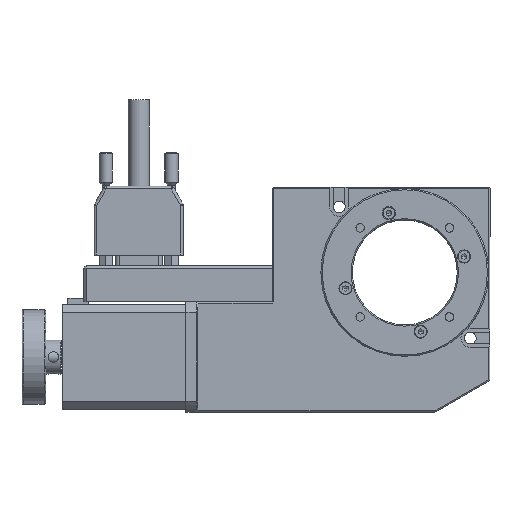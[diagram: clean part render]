
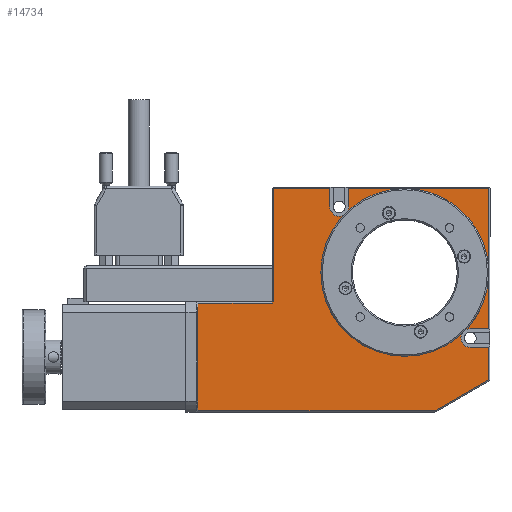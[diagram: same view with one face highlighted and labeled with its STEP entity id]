
A CAD part, top view. The second image highlights one B-rep face of the part: STEP entity #14734.
In plain terms, the highlighted planar face has unit normal (0, 0, 1).
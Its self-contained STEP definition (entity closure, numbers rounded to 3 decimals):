
#10573=CARTESIAN_POINT('',(145.277,79.501,29.));
#10574=VERTEX_POINT('',#10573);
#10581=CARTESIAN_POINT('',(142.737,80.732,29.));
#10582=VERTEX_POINT('',#10581);
#10583=CARTESIAN_POINT('',(143.634,79.347,29.));
#10584=DIRECTION('',(0.,0.,-1.));
#10585=DIRECTION('',(-1.,0.,0.));
#10586=AXIS2_PLACEMENT_3D('',#10583,#10584,#10585);
#10587=CIRCLE('',#10586,1.65);
#10588=EDGE_CURVE('',#10582,#10574,#10587,.T.);
#14579=CARTESIAN_POINT('',(120.291,43.237,29.));
#14580=DIRECTION('',(0.0,0.0,-1.0));
#14581=DIRECTION('',(0.0,1.0,0.0));
#14582=AXIS2_PLACEMENT_3D('',#14579,#14580,#14581);
#14583=PLANE('',#14582);
#14584=CARTESIAN_POINT('',(80.5,84.25,29.));
#14585=VERTEX_POINT('',#14584);
#14586=CARTESIAN_POINT('',(80.5,41.05,29.));
#14587=VERTEX_POINT('',#14586);
#14588=CARTESIAN_POINT('',(80.5,84.25,29.));
#14589=DIRECTION('',(0.0,-1.0,0.0));
#14590=VECTOR('',#14589,43.2);
#14591=LINE('',#14588,#14590);
#14592=EDGE_CURVE('',#14585,#14587,#14591,.T.);
#14593=ORIENTED_EDGE('',*,*,#14592,.T.);
#14594=CARTESIAN_POINT('',(80.,41.05,29.));
#14595=VERTEX_POINT('',#14594);
#14596=CARTESIAN_POINT('',(80.5,41.05,29.));
#14597=DIRECTION('',(-1.0,0.0,0.0));
#14598=VECTOR('',#14597,0.5);
#14599=LINE('',#14596,#14598);
#14600=EDGE_CURVE('',#14587,#14595,#14599,.T.);
#14601=ORIENTED_EDGE('',*,*,#14600,.T.);
#14602=CARTESIAN_POINT('',(80.,40.5,29.));
#14603=VERTEX_POINT('',#14602);
#14604=CARTESIAN_POINT('',(80.,40.5,29.));
#14605=DIRECTION('',(0.,1.0,0.));
#14606=VECTOR('',#14605,0.55);
#14607=LINE('',#14604,#14606);
#14608=EDGE_CURVE('',#14603,#14595,#14607,.T.);
#14609=ORIENTED_EDGE('',*,*,#14608,.F.);
#14610=CARTESIAN_POINT('',(51.5,40.5,29.));
#14611=VERTEX_POINT('',#14610);
#14612=CARTESIAN_POINT('',(51.5,40.5,29.));
#14613=DIRECTION('',(1.0,0.0,0.0));
#14614=VECTOR('',#14613,28.5);
#14615=LINE('',#14612,#14614);
#14616=EDGE_CURVE('',#14611,#14603,#14615,.T.);
#14617=ORIENTED_EDGE('',*,*,#14616,.F.);
#14618=CARTESIAN_POINT('',(51.5,-0.5,29.));
#14619=VERTEX_POINT('',#14618);
#14620=CARTESIAN_POINT('',(51.5,-0.5,29.));
#14621=DIRECTION('',(0.0,1.0,0.0));
#14622=VECTOR('',#14621,41.0);
#14623=LINE('',#14620,#14622);
#14624=EDGE_CURVE('',#14619,#14611,#14623,.T.);
#14625=ORIENTED_EDGE('',*,*,#14624,.F.);
#14626=CARTESIAN_POINT('',(142.166,-0.5,29.));
#14627=VERTEX_POINT('',#14626);
#14628=CARTESIAN_POINT('',(142.166,-0.5,29.));
#14629=DIRECTION('',(-1.0,0.,0.));
#14630=VECTOR('',#14629,90.666);
#14631=LINE('',#14628,#14630);
#14632=EDGE_CURVE('',#14627,#14619,#14631,.T.);
#14633=ORIENTED_EDGE('',*,*,#14632,.F.);
#14634=CARTESIAN_POINT('',(162.5,11.288,29.));
#14635=VERTEX_POINT('',#14634);
#14636=CARTESIAN_POINT('',(162.5,11.288,29.));
#14637=DIRECTION('',(-0.865,-0.502,0.));
#14638=VECTOR('',#14637,23.504);
#14639=LINE('',#14636,#14638);
#14640=EDGE_CURVE('',#14635,#14627,#14639,.T.);
#14641=ORIENTED_EDGE('',*,*,#14640,.F.);
#14642=CARTESIAN_POINT('',(162.5,23.65,29.));
#14643=VERTEX_POINT('',#14642);
#14644=CARTESIAN_POINT('',(162.5,23.65,29.));
#14645=DIRECTION('',(0.0,-1.0,0.0));
#14646=VECTOR('',#14645,12.362);
#14647=LINE('',#14644,#14646);
#14648=EDGE_CURVE('',#14643,#14635,#14647,.T.);
#14649=ORIENTED_EDGE('',*,*,#14648,.F.);
#14650=CARTESIAN_POINT('',(155.5,23.65,29.));
#14651=VERTEX_POINT('',#14650);
#14652=CARTESIAN_POINT('',(162.5,23.65,29.));
#14653=DIRECTION('',(-1.0,0.0,0.0));
#14654=VECTOR('',#14653,7.);
#14655=LINE('',#14652,#14654);
#14656=EDGE_CURVE('',#14643,#14651,#14655,.T.);
#14657=ORIENTED_EDGE('',*,*,#14656,.T.);
#14658=CARTESIAN_POINT('',(155.5,30.85,29.));
#14659=VERTEX_POINT('',#14658);
#14660=CARTESIAN_POINT('',(155.5,27.25,29.));
#14661=DIRECTION('',(0.0,0.0,-1.0));
#14662=DIRECTION('',(0.0,1.0,0.0));
#14663=AXIS2_PLACEMENT_3D('',#14660,#14661,#14662);
#14664=CIRCLE('',#14663,3.6);
#14665=EDGE_CURVE('',#14651,#14659,#14664,.T.);
#14666=ORIENTED_EDGE('',*,*,#14665,.T.);
#14667=CARTESIAN_POINT('',(162.5,30.85,29.));
#14668=VERTEX_POINT('',#14667);
#14669=CARTESIAN_POINT('',(155.5,30.85,29.));
#14670=DIRECTION('',(1.0,0.0,0.0));
#14671=VECTOR('',#14670,7.);
#14672=LINE('',#14669,#14671);
#14673=EDGE_CURVE('',#14659,#14668,#14672,.T.);
#14674=ORIENTED_EDGE('',*,*,#14673,.T.);
#14675=CARTESIAN_POINT('',(162.5,84.25,29.));
#14676=VERTEX_POINT('',#14675);
#14677=CARTESIAN_POINT('',(162.5,84.25,29.));
#14678=DIRECTION('',(0.0,-1.0,0.0));
#14679=VECTOR('',#14678,53.4);
#14680=LINE('',#14677,#14679);
#14681=EDGE_CURVE('',#14676,#14668,#14680,.T.);
#14682=ORIENTED_EDGE('',*,*,#14681,.F.);
#14683=CARTESIAN_POINT('',(109.1,84.25,29.));
#14684=VERTEX_POINT('',#14683);
#14685=CARTESIAN_POINT('',(109.1,84.25,29.));
#14686=DIRECTION('',(1.0,0.0,0.0));
#14687=VECTOR('',#14686,53.4);
#14688=LINE('',#14685,#14687);
#14689=EDGE_CURVE('',#14684,#14676,#14688,.T.);
#14690=ORIENTED_EDGE('',*,*,#14689,.F.);
#14691=CARTESIAN_POINT('',(109.1,77.25,29.));
#14692=VERTEX_POINT('',#14691);
#14693=CARTESIAN_POINT('',(109.1,84.25,29.));
#14694=DIRECTION('',(0.0,-1.0,0.0));
#14695=VECTOR('',#14694,7.);
#14696=LINE('',#14693,#14695);
#14697=EDGE_CURVE('',#14684,#14692,#14696,.T.);
#14698=ORIENTED_EDGE('',*,*,#14697,.T.);
#14699=CARTESIAN_POINT('',(101.9,77.25,29.));
#14700=VERTEX_POINT('',#14699);
#14701=CARTESIAN_POINT('',(105.5,77.25,29.));
#14702=DIRECTION('',(0.0,0.0,-1.0));
#14703=DIRECTION('',(0.0,1.0,0.0));
#14704=AXIS2_PLACEMENT_3D('',#14701,#14702,#14703);
#14705=CIRCLE('',#14704,3.6);
#14706=EDGE_CURVE('',#14692,#14700,#14705,.T.);
#14707=ORIENTED_EDGE('',*,*,#14706,.T.);
#14708=CARTESIAN_POINT('',(101.9,84.25,29.));
#14709=VERTEX_POINT('',#14708);
#14710=CARTESIAN_POINT('',(101.9,77.25,29.));
#14711=DIRECTION('',(0.0,1.0,0.0));
#14712=VECTOR('',#14711,7.);
#14713=LINE('',#14710,#14712);
#14714=EDGE_CURVE('',#14700,#14709,#14713,.T.);
#14715=ORIENTED_EDGE('',*,*,#14714,.T.);
#14716=CARTESIAN_POINT('',(80.5,84.25,29.));
#14717=DIRECTION('',(1.0,0.0,0.0));
#14718=VECTOR('',#14717,21.4);
#14719=LINE('',#14716,#14718);
#14720=EDGE_CURVE('',#14585,#14709,#14719,.T.);
#14721=ORIENTED_EDGE('',*,*,#14720,.F.);
#14722=EDGE_LOOP('',(#14593,#14601,#14609,#14617,#14625,#14633,#14641,#14649,#14657,#14666,#14674,#14682,#14690,#14698,#14707,#14715,#14721));
#14723=FACE_OUTER_BOUND('',#14722,.T.);
#14724=ORIENTED_EDGE('',*,*,#10588,.T.);
#14725=CARTESIAN_POINT('',(130.5,52.25,29.));
#14726=DIRECTION('',(0.0,0.0,-1.0));
#14727=DIRECTION('',(-1.0,0.0,0.0));
#14728=AXIS2_PLACEMENT_3D('',#14725,#14726,#14727);
#14729=CIRCLE('',#14728,31.);
#14730=EDGE_CURVE('',#10574,#10582,#14729,.T.);
#14731=ORIENTED_EDGE('',*,*,#14730,.T.);
#14732=EDGE_LOOP('',(#14724,#14731));
#14733=FACE_BOUND('',#14732,.T.);
#14734=ADVANCED_FACE('',(#14723,#14733),#14583,.F.);
